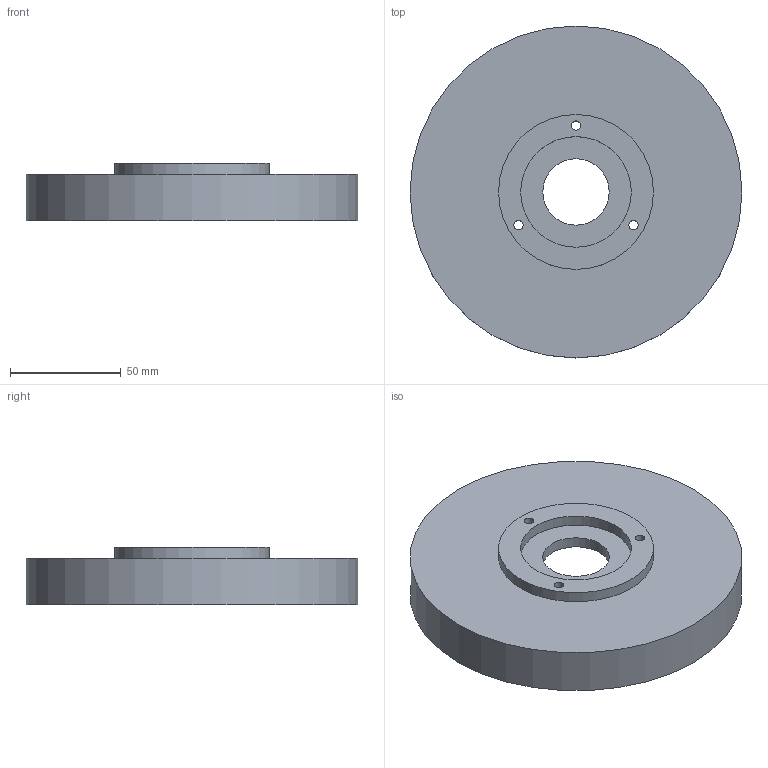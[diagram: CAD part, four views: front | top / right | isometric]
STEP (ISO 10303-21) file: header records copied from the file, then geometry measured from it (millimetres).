
FILE_DESCRIPTION(('FreeCAD Model'),'2;1');
FILE_NAME('Couronne m=3.step','2018-04-13T18:23:17',('Author'),(''), 'Open CASCADE STEP processor 7.2','FreeCAD','Unknown');
FILE_SCHEMA(('AUTOMOTIVE_DESIGN { 1 0 10303 214 1 1 1 1 }'));
Length unit declared in the file: millimetre
Products named in the file (1): Body001
Bounding box: 150 x 150 x 26 mm (x, y, z)
Volume: 144213.4 mm3; surface area: 58539 mm2
Topology: 1 solids, 1 shells, 372 faces, 1101 edges, 734 vertices
Faces by surface type: cylinder 187, extrusion 180, plane 5
Full cylindrical faces by diameter (mm): 4.2 x3, 30 x1, 50 x1, 70 x1, 150 x1
Entity records: 28695 total; most frequent: CARTESIAN_POINT 8202, DIRECTION 3341, ORIENTED_EDGE 2202, PCURVE 2202, DEFINITIONAL_REPRESENTATION 2202, VECTOR 2015, LINE 1835, EDGE_CURVE 1101
